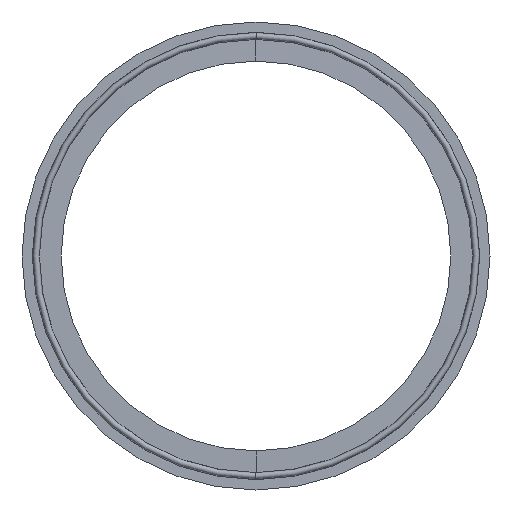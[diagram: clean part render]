
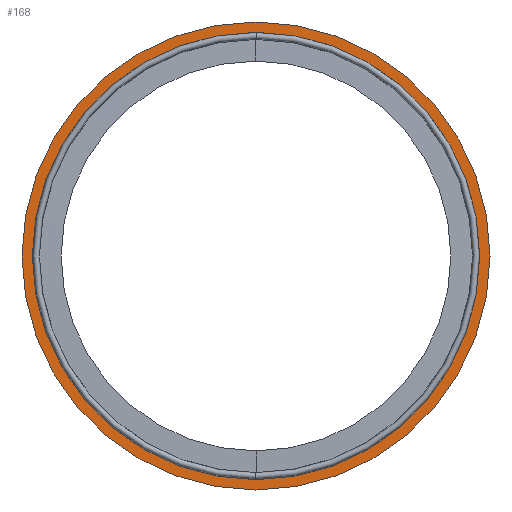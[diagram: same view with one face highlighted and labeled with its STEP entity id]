
A CAD part, left-side view. The second image highlights one B-rep face of the part: STEP entity #168.
In plain terms, the highlighted planar face has unit normal (-1, 0, 0).
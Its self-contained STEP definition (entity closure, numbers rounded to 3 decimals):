
#44 = AXIS2_PLACEMENT_3D ( 'NONE', #274, #569, #148 ) ;
#47 = CIRCLE ( 'NONE', #91, 92.5 ) ;
#78 = DIRECTION ( 'NONE',  ( 1., 0., 0. ) ) ;
#91 = AXIS2_PLACEMENT_3D ( 'NONE', #868, #593, #392 ) ;
#102 = DIRECTION ( 'NONE',  ( 0., 0., 1. ) ) ;
#128 = EDGE_CURVE ( 'NONE', #161, #852, #437, .T. ) ;
#136 = FACE_BOUND ( 'NONE', #715, .T. ) ;
#148 = DIRECTION ( 'NONE',  ( 0., 0., -1. ) ) ;
#161 = VERTEX_POINT ( 'NONE', #490 ) ;
#168 = ADVANCED_FACE ( 'NONE', ( #136, #429 ), #482, .F. ) ;
#175 = DIRECTION ( 'NONE',  ( -1., 0., 0. ) ) ;
#237 = DIRECTION ( 'NONE',  ( 1., 0., 0. ) ) ;
#274 = CARTESIAN_POINT ( 'NONE',  ( -0.9, 0., 0. ) ) ;
#339 = CARTESIAN_POINT ( 'NONE',  ( -0.9, 88.2, 0. ) ) ;
#360 = AXIS2_PLACEMENT_3D ( 'NONE', #606, #237, #597 ) ;
#362 = DIRECTION ( 'NONE',  ( 0., 0., -1. ) ) ;
#378 = ORIENTED_EDGE ( 'NONE', *, *, #714, .T. ) ;
#386 = CIRCLE ( 'NONE', #360, 88.4 ) ;
#392 = DIRECTION ( 'NONE',  ( 0., 0., 1. ) ) ;
#406 = CARTESIAN_POINT ( 'NONE',  ( -0.9, 0., -88.4 ) ) ;
#429 = FACE_OUTER_BOUND ( 'NONE', #869, .T. ) ;
#437 = CIRCLE ( 'NONE', #44, 88.4 ) ;
#459 = CIRCLE ( 'NONE', #520, 92.5 ) ;
#462 = ORIENTED_EDGE ( 'NONE', *, *, #128, .T. ) ;
#482 = PLANE ( 'NONE',  #880 ) ;
#490 = CARTESIAN_POINT ( 'NONE',  ( -0.9, 0., 88.4 ) ) ;
#520 = AXIS2_PLACEMENT_3D ( 'NONE', #730, #175, #102 ) ;
#521 = ORIENTED_EDGE ( 'NONE', *, *, #754, .T. ) ;
#569 = DIRECTION ( 'NONE',  ( 1., 0., 0. ) ) ;
#593 = DIRECTION ( 'NONE',  ( -1., 0., 0. ) ) ;
#597 = DIRECTION ( 'NONE',  ( 0., 0., -1. ) ) ;
#606 = CARTESIAN_POINT ( 'NONE',  ( -0.9, 0., 0. ) ) ;
#614 = ORIENTED_EDGE ( 'NONE', *, *, #710, .T. ) ;
#690 = VERTEX_POINT ( 'NONE', #734 ) ;
#710 = EDGE_CURVE ( 'NONE', #690, #735, #459, .T. ) ;
#714 = EDGE_CURVE ( 'NONE', #735, #690, #47, .T. ) ;
#715 = EDGE_LOOP ( 'NONE', ( #521, #462 ) ) ;
#730 = CARTESIAN_POINT ( 'NONE',  ( -0.9, 0., 0. ) ) ;
#734 = CARTESIAN_POINT ( 'NONE',  ( -0.9, 0., -92.5 ) ) ;
#735 = VERTEX_POINT ( 'NONE', #797 ) ;
#754 = EDGE_CURVE ( 'NONE', #852, #161, #386, .T. ) ;
#797 = CARTESIAN_POINT ( 'NONE',  ( -0.9, 0., 92.5 ) ) ;
#852 = VERTEX_POINT ( 'NONE', #406 ) ;
#868 = CARTESIAN_POINT ( 'NONE',  ( -0.9, 0., 0. ) ) ;
#869 = EDGE_LOOP ( 'NONE', ( #378, #614 ) ) ;
#880 = AXIS2_PLACEMENT_3D ( 'NONE', #339, #78, #362 ) ;
